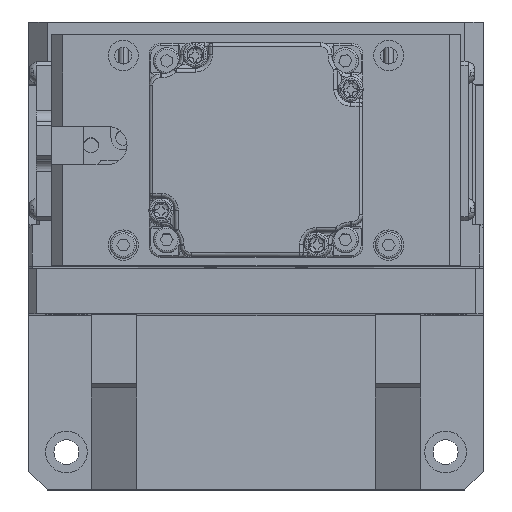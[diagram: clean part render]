
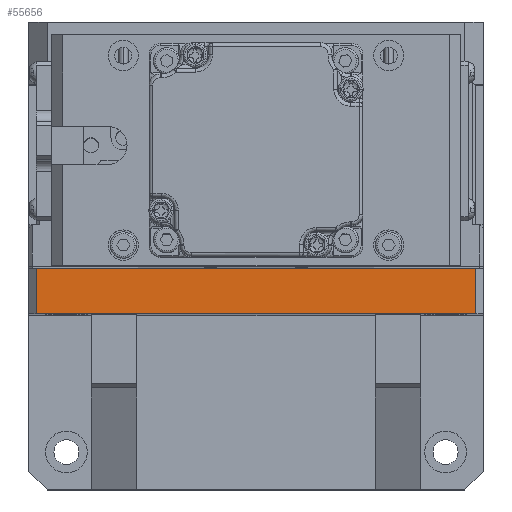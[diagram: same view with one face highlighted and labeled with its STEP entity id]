
A CAD part, top view. The second image highlights one B-rep face of the part: STEP entity #55656.
In plain terms, the highlighted planar face has unit normal (0, 0, 1).
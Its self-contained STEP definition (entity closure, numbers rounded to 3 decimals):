
#5962 = VECTOR ( 'NONE', #44871, 1000. ) ;
#7116 = DIRECTION ( 'NONE',  ( 1., 0., 0. ) ) ;
#8107 = EDGE_LOOP ( 'NONE', ( #8936, #20562, #61844, #15011 ) ) ;
#8936 = ORIENTED_EDGE ( 'NONE', *, *, #36957, .T. ) ;
#11790 = PLANE ( 'NONE',  #52495 ) ;
#11935 = LINE ( 'NONE', #48633, #43371 ) ;
#15011 = ORIENTED_EDGE ( 'NONE', *, *, #32084, .T. ) ;
#20529 = VERTEX_POINT ( 'NONE', #31440 ) ;
#20562 = ORIENTED_EDGE ( 'NONE', *, *, #37754, .T. ) ;
#20590 = CARTESIAN_POINT ( 'NONE',  ( 58., -12., 242. ) ) ;
#20844 = DIRECTION ( 'NONE',  ( 0., 1., 0. ) ) ;
#28100 = DIRECTION ( 'NONE',  ( -1., 0., 0. ) ) ;
#31440 = CARTESIAN_POINT ( 'NONE',  ( -58., -12., 242. ) ) ;
#32084 = EDGE_CURVE ( 'NONE', #51291, #40869, #45526, .T. ) ;
#36957 = EDGE_CURVE ( 'NONE', #40869, #59624, #46156, .T. ) ;
#37754 = EDGE_CURVE ( 'NONE', #59624, #20529, #11935, .T. ) ;
#38940 = CARTESIAN_POINT ( 'NONE',  ( -58., 0., 242. ) ) ;
#39091 = CARTESIAN_POINT ( 'NONE',  ( -60., -12., 242. ) ) ;
#40869 = VERTEX_POINT ( 'NONE', #54848 ) ;
#43371 = VECTOR ( 'NONE', #54209, 1000. ) ;
#43377 = VECTOR ( 'NONE', #28100, 1000. ) ;
#44871 = DIRECTION ( 'NONE',  ( -1., 0., 0. ) ) ;
#45526 = LINE ( 'NONE', #20590, #48099 ) ;
#46156 = LINE ( 'NONE', #68035, #5962 ) ;
#48099 = VECTOR ( 'NONE', #20844, 1000. ) ;
#48633 = CARTESIAN_POINT ( 'NONE',  ( -58., -12., 242. ) ) ;
#50132 = EDGE_CURVE ( 'NONE', #51291, #20529, #70478, .T. ) ;
#51291 = VERTEX_POINT ( 'NONE', #58264 ) ;
#52495 = AXIS2_PLACEMENT_3D ( 'NONE', #39091, #68369, #7116 ) ;
#54209 = DIRECTION ( 'NONE',  ( 0., -1., 0. ) ) ;
#54848 = CARTESIAN_POINT ( 'NONE',  ( 58., 0., 242. ) ) ;
#55656 = ADVANCED_FACE ( 'NONE', ( #56138 ), #11790, .F. ) ;
#56138 = FACE_OUTER_BOUND ( 'NONE', #8107, .T. ) ;
#58264 = CARTESIAN_POINT ( 'NONE',  ( 58., -12., 242. ) ) ;
#59624 = VERTEX_POINT ( 'NONE', #38940 ) ;
#61844 = ORIENTED_EDGE ( 'NONE', *, *, #50132, .F. ) ;
#67419 = CARTESIAN_POINT ( 'NONE',  ( -60., -12., 242. ) ) ;
#68035 = CARTESIAN_POINT ( 'NONE',  ( -60., 0., 242. ) ) ;
#68369 = DIRECTION ( 'NONE',  ( 0., 0., -1. ) ) ;
#70478 = LINE ( 'NONE', #67419, #43377 ) ;
